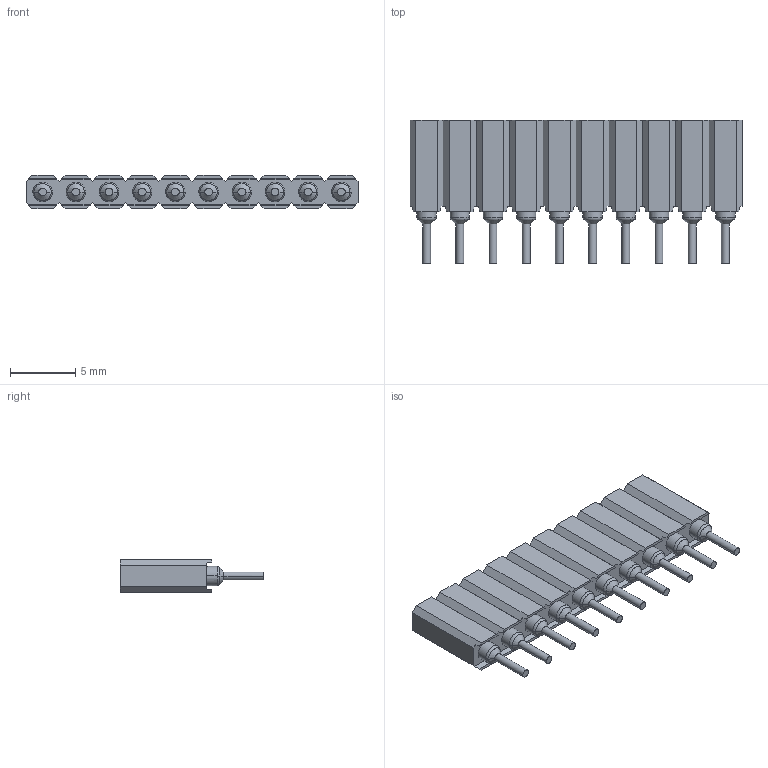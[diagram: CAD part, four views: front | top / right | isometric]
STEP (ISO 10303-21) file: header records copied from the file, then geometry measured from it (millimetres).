
FILE_DESCRIPTION( ('This file contains a STEP AP42 implementation' ,'as created by ZW3D STEP Interface translator.') ,'2;1' );
FILE_NAME( '3521-701XXSXX110X1.stp' ,'231016.165916', (''), ('ZWCAD Software Co.'), 'Version 1.0', 'ZW3D to STEP translator', '' );
FILE_SCHEMA(('AUTOMOTIVE_DESIGN { 1 0 10303 214 1 1 1 1 }'));
Length unit declared in the file: millimetre
Products named in the file (2): 0; 3521-70120SXX110X1
Bounding box: 25.4 x 11 x 2.54 mm (x, y, z)
Volume: 338.5 mm3; surface area: 1475 mm2
Topology: 1 solids, 1 shells, 936 faces, 2351 edges, 1486 vertices
Faces by surface type: plane 413, bspline 300, cone 203, cylinder 20
Entity records: 47984 total; most frequent: CARTESIAN_POINT 30702, ORIENTED_EDGE 4702, EDGE_CURVE 2351, B_SPLINE_CURVE_WITH_KNOTS 2270, VERTEX_POINT 1486, DIRECTION 1278, EDGE_LOOP 1005, FACE_OUTER_BOUND 936
